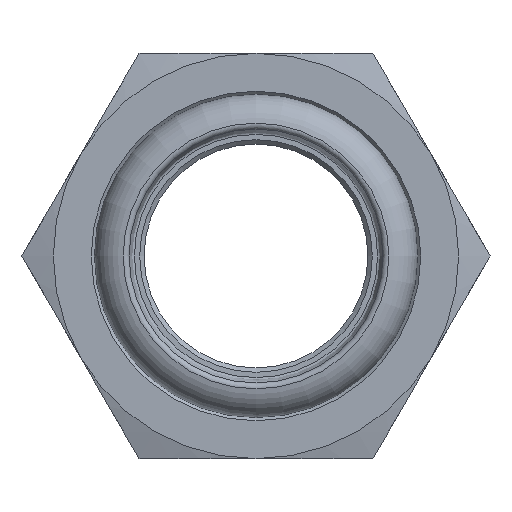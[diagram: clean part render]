
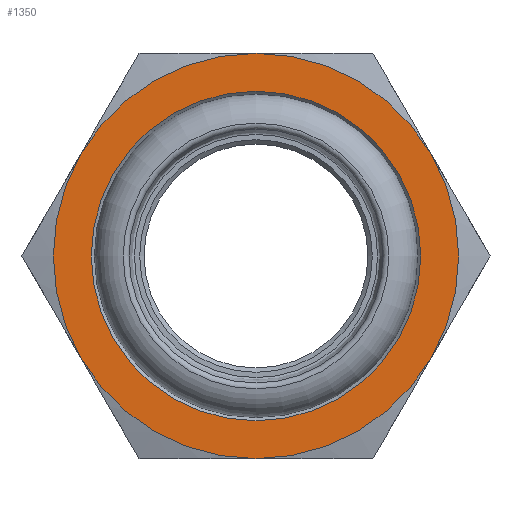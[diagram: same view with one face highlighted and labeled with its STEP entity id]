
A CAD part, front view. The second image highlights one B-rep face of the part: STEP entity #1350.
In plain terms, the highlighted planar face has unit normal (0, -1, 0).
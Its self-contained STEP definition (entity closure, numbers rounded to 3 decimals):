
#69=FACE_BOUND('',#371,.T.);
#88=PLANE('',#1517);
#277=FACE_OUTER_BOUND('',#370,.T.);
#370=EDGE_LOOP('',(#1082,#1083,#1084,#1085,#1086,#1087));
#371=EDGE_LOOP('',(#1088));
#481=CIRCLE('',#1516,18.7);
#482=CIRCLE('',#1518,23.);
#483=CIRCLE('',#1519,23.);
#484=CIRCLE('',#1520,23.);
#485=CIRCLE('',#1521,23.);
#486=CIRCLE('',#1522,23.);
#487=CIRCLE('',#1523,23.);
#610=VERTEX_POINT('',#2340);
#611=VERTEX_POINT('',#2344);
#612=VERTEX_POINT('',#2345);
#613=VERTEX_POINT('',#2347);
#614=VERTEX_POINT('',#2349);
#615=VERTEX_POINT('',#2351);
#616=VERTEX_POINT('',#2353);
#779=EDGE_CURVE('',#610,#610,#481,.T.);
#781=EDGE_CURVE('',#611,#612,#482,.T.);
#782=EDGE_CURVE('',#613,#611,#483,.T.);
#783=EDGE_CURVE('',#614,#613,#484,.T.);
#784=EDGE_CURVE('',#615,#614,#485,.T.);
#785=EDGE_CURVE('',#616,#615,#486,.T.);
#786=EDGE_CURVE('',#612,#616,#487,.T.);
#1082=ORIENTED_EDGE('',*,*,#781,.F.);
#1083=ORIENTED_EDGE('',*,*,#782,.F.);
#1084=ORIENTED_EDGE('',*,*,#783,.F.);
#1085=ORIENTED_EDGE('',*,*,#784,.F.);
#1086=ORIENTED_EDGE('',*,*,#785,.F.);
#1087=ORIENTED_EDGE('',*,*,#786,.F.);
#1088=ORIENTED_EDGE('',*,*,#779,.F.);
#1350=ADVANCED_FACE('',(#277,#69),#88,.T.);
#1516=AXIS2_PLACEMENT_3D('',#2341,#1846,#1847);
#1517=AXIS2_PLACEMENT_3D('',#2343,#1849,#1850);
#1518=AXIS2_PLACEMENT_3D('',#2346,#1851,#1852);
#1519=AXIS2_PLACEMENT_3D('',#2348,#1853,#1854);
#1520=AXIS2_PLACEMENT_3D('',#2350,#1855,#1856);
#1521=AXIS2_PLACEMENT_3D('',#2352,#1857,#1858);
#1522=AXIS2_PLACEMENT_3D('',#2354,#1859,#1860);
#1523=AXIS2_PLACEMENT_3D('',#2355,#1861,#1862);
#1846=DIRECTION('center_axis',(0.,-1.,0.));
#1847=DIRECTION('ref_axis',(0.,0.,
1.));
#1849=DIRECTION('center_axis',(0.,-1.,0.));
#1850=DIRECTION('ref_axis',(0.,0.,
1.));
#1851=DIRECTION('center_axis',(0.,1.,0.));
#1852=DIRECTION('ref_axis',(0.,0.,-1.));
#1853=DIRECTION('center_axis',(0.,1.,0.));
#1854=DIRECTION('ref_axis',(0.,0.,-1.));
#1855=DIRECTION('center_axis',(0.,1.,0.));
#1856=DIRECTION('ref_axis',(0.,0.,-1.));
#1857=DIRECTION('center_axis',(0.,1.,0.));
#1858=DIRECTION('ref_axis',(0.,0.,-1.));
#1859=DIRECTION('center_axis',(0.,1.,0.));
#1860=DIRECTION('ref_axis',(0.,0.,-1.));
#1861=DIRECTION('center_axis',(0.,1.,0.));
#1862=DIRECTION('ref_axis',(0.,0.,-1.));
#2340=CARTESIAN_POINT('',(0.,26.608,-18.7));
#2341=CARTESIAN_POINT('Origin',(0.,26.608,
0.));
#2343=CARTESIAN_POINT('Origin',(0.,26.608,-20.35));
#2344=CARTESIAN_POINT('',(0.,26.608,-23.));
#2345=CARTESIAN_POINT('',(-19.919,26.608,-11.5));
#2346=CARTESIAN_POINT('Origin',(0.,26.608,
0.));
#2347=CARTESIAN_POINT('',(19.919,26.608,-11.5));
#2348=CARTESIAN_POINT('Origin',(0.,26.608,
0.));
#2349=CARTESIAN_POINT('',(19.919,26.608,11.5));
#2350=CARTESIAN_POINT('Origin',(0.,26.608,
0.));
#2351=CARTESIAN_POINT('',(0.,26.608,23.));
#2352=CARTESIAN_POINT('Origin',(0.,26.608,
0.));
#2353=CARTESIAN_POINT('',(-19.919,26.608,11.5));
#2354=CARTESIAN_POINT('Origin',(0.,26.608,
0.));
#2355=CARTESIAN_POINT('Origin',(0.,26.608,
0.));
